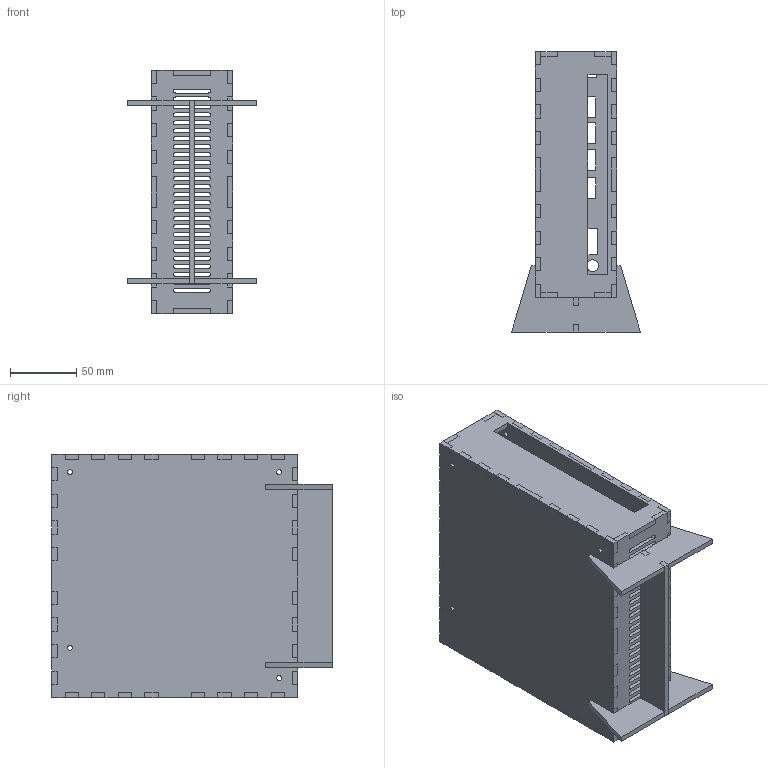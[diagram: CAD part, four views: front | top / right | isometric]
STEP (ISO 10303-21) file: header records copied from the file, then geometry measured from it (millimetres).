
FILE_DESCRIPTION (( 'STEP AP214' ), '1' );
FILE_NAME ('Thin_mini_ITX_4mm_acrylic_case.STEP', '2020-09-13T11:22:06', ( '砐錪賧瘔蠈錪 Windows' ), ( '' ), 'SwSTEP 2.0', 'SolidWorks 2019', '' );
FILE_SCHEMA (( 'AUTOMOTIVE_DESIGN' ));
Length unit declared in the file: millimetre
Products named in the file (1): Thin_mini_ITX_4mm_acrylic_case
Bounding box: 97 x 211 x 183 mm (x, y, z)
Volume: 411712.5 mm3; surface area: 251981.9 mm2
Topology: 9 solids, 9 shells, 1404 faces, 4158 edges, 2772 vertices
Faces by surface type: plane 866, cylinder 330, bspline 208
Entity records: 48624 total; most frequent: CARTESIAN_POINT 11039, ORIENTED_EDGE 8316, DIRECTION 6796, EDGE_CURVE 4158, LINE 3082, VECTOR 3082, VERTEX_POINT 2772, AXIS2_PLACEMENT_3D 1857
